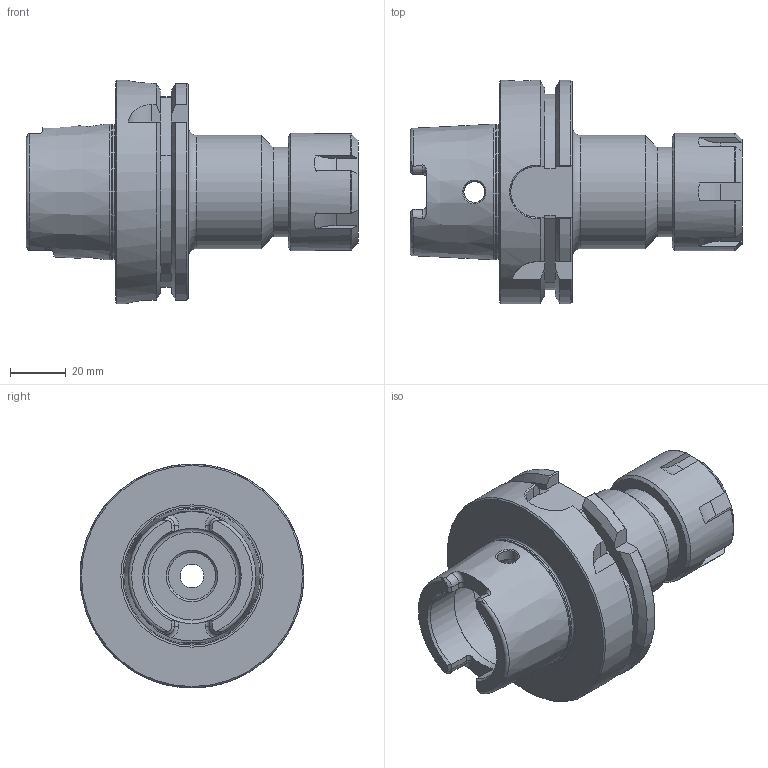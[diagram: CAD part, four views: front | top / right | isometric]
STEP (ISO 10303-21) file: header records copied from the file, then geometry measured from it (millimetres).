
FILE_DESCRIPTION((''),'2;1');
FILE_NAME('H63-25ERC337.stp','2014-08-22T12:54:45',('kaykin'),(''),'Autodesk Inventor 2012','Autodesk Inventor 2012','');
FILE_SCHEMA(('AUTOMOTIVE_DESIGN { 1 0 10303 214 1 1 1 1 }'));
Length unit declared in the file: inch
Products named in the file (3): H63-25ERC337; H63-25ER3-1; 25ERCN
Assembly tree (2 placements, depth 2):
  H63-25ERC337
    H63-25ER3-1
    25ERCN
Bounding box: 118.6 x 80 x 80 mm (x, y, z)
Volume: 180803.5 mm3; surface area: 43274.1 mm2
Topology: 2 solids, 2 shells, 199 faces, 524 edges, 336 vertices
Faces by surface type: plane 83, cylinder 51, cone 35, torus 19, bspline 11
Full cylindrical faces by diameter (mm): 7.5 x2, 8.4 x1, 10 x1, 15.748 x1, 16.916 x1, 18.034 x1, 19.016 x1, 20.18 x1, 26.86 x1, 30.5 x1, 32 x1, 32.88 x1, 34 x2, 40 x1, 40.513 x1, 42 x1, 48.041 x1, 80 x1
Entity records: 7064 total; most frequent: CARTESIAN_POINT 2339, ORIENTED_EDGE 942, DIRECTION 878, EDGE_CURVE 471, AXIS2_PLACEMENT_3D 348, VERTEX_POINT 325, EDGE_LOOP 256, FACE_OUTER_BOUND 199
